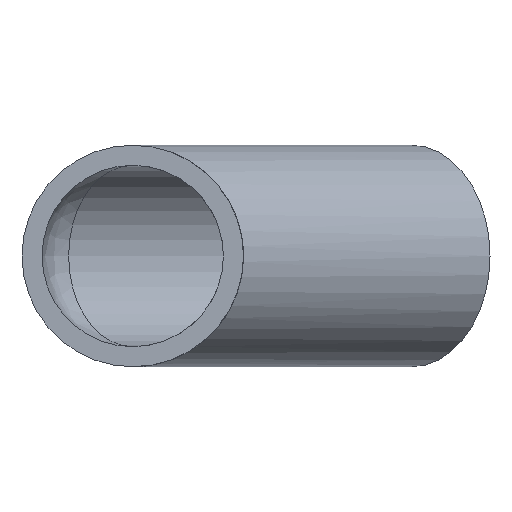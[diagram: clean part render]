
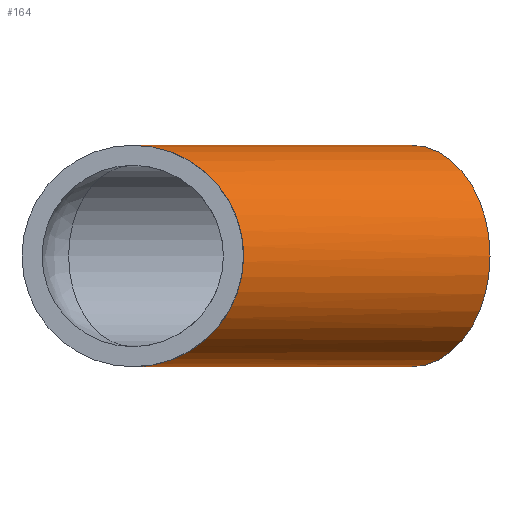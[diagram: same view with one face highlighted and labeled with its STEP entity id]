
A CAD part, left-side view. The second image highlights one B-rep face of the part: STEP entity #164.
In plain terms, the highlighted cylindrical face has radius 16 mm (diameter 32 mm), a full revolution.
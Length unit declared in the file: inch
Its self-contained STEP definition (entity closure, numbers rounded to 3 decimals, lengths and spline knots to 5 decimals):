
#21 = CARTESIAN_POINT ( 'NONE',  ( 2.24409, 0., 0.62992 ) ) ;
#24 = VERTEX_POINT ( 'NONE', #306 ) ;
#28 = ORIENTED_EDGE ( 'NONE', *, *, #247, .T. ) ;
#29 = CARTESIAN_POINT ( 'NONE',  ( 3.83091, -1.58681, 0. ) ) ;
#30 = CYLINDRICAL_SURFACE ( 'NONE', #119, 0.62992 ) ;
#37 = AXIS2_PLACEMENT_3D ( 'NONE', #212, #73, #52 ) ;
#40 = EDGE_CURVE ( 'NONE', #198, #198, #261, .T. ) ;
#52 = DIRECTION ( 'NONE',  ( 0.707, 0.707, 0. ) ) ;
#60 = CARTESIAN_POINT ( 'NONE',  ( 4.27633, -1.14139, 0. ) ) ;
#65 = CIRCLE ( 'NONE', #37, 0.62992 ) ;
#73 = DIRECTION ( 'NONE',  ( 0.707, -0.707, 0. ) ) ;
#76 = FACE_OUTER_BOUND ( 'NONE', #161, .T. ) ;
#87 = DIRECTION ( 'NONE',  ( 0.707, 0.707, 0. ) ) ;
#112 = DIRECTION ( 'NONE',  ( 0.707, 0.707, 0. ) ) ;
#116 = VERTEX_POINT ( 'NONE', #233 ) ;
#119 = AXIS2_PLACEMENT_3D ( 'NONE', #257, #172, #87 ) ;
#132 = CARTESIAN_POINT ( 'NONE',  ( 1.72225, -1.25984, -0.62992 ) ) ;
#138 = EDGE_CURVE ( 'NONE', #116, #24, #246, .T. ) ;
#150 = DIRECTION ( 'NONE',  ( -0.707, 0.707, 0. ) ) ;
#161 = EDGE_LOOP ( 'NONE', ( #290 ) ) ;
#164 = ADVANCED_FACE ( 'NONE', ( #76, #282 ), #30, .T. ) ;
#172 = DIRECTION ( 'NONE',  ( 0.707, -0.707, 0. ) ) ;
#194 = CARTESIAN_POINT ( 'NONE',  ( 2.24409, 0., -0.62992 ) ) ;
#198 = VERTEX_POINT ( 'NONE', #60 ) ;
#200 = ORIENTED_EDGE ( 'NONE', *, *, #138, .T. ) ;
#212 = CARTESIAN_POINT ( 'NONE',  ( 2.24409, 0., 0. ) ) ;
#220 = CARTESIAN_POINT ( 'NONE',  ( 1.72225, -1.25984, 0.62992 ) ) ;
#231 = AXIS2_PLACEMENT_3D ( 'NONE', #29, #150, #112 ) ;
#233 = CARTESIAN_POINT ( 'NONE',  ( 2.24409, 0., 0.62992 ) ) ;
#246 =( BOUNDED_CURVE ( )  B_SPLINE_CURVE ( 3, ( #21, #220, #132, #194 ),
 .UNSPECIFIED., .F., .T. ) 
 B_SPLINE_CURVE_WITH_KNOTS ( ( 4, 4 ),
 ( 1.5708, 4.71239 ),
 .UNSPECIFIED. ) 
 CURVE ( )  GEOMETRIC_REPRESENTATION_ITEM ( )  RATIONAL_B_SPLINE_CURVE ( ( 1., 0.333, 0.333, 1. ) ) 
 REPRESENTATION_ITEM ( '' )  );
#247 = EDGE_CURVE ( 'NONE', #24, #116, #65, .T. ) ;
#257 = CARTESIAN_POINT ( 'NONE',  ( 3.0375, -0.79341, 0. ) ) ;
#261 = CIRCLE ( 'NONE', #231, 0.62992 ) ;
#282 = FACE_OUTER_BOUND ( 'NONE', #294, .T. ) ;
#290 = ORIENTED_EDGE ( 'NONE', *, *, #40, .T. ) ;
#294 = EDGE_LOOP ( 'NONE', ( #200, #28 ) ) ;
#306 = CARTESIAN_POINT ( 'NONE',  ( 2.24409, 0., -0.62992 ) ) ;
